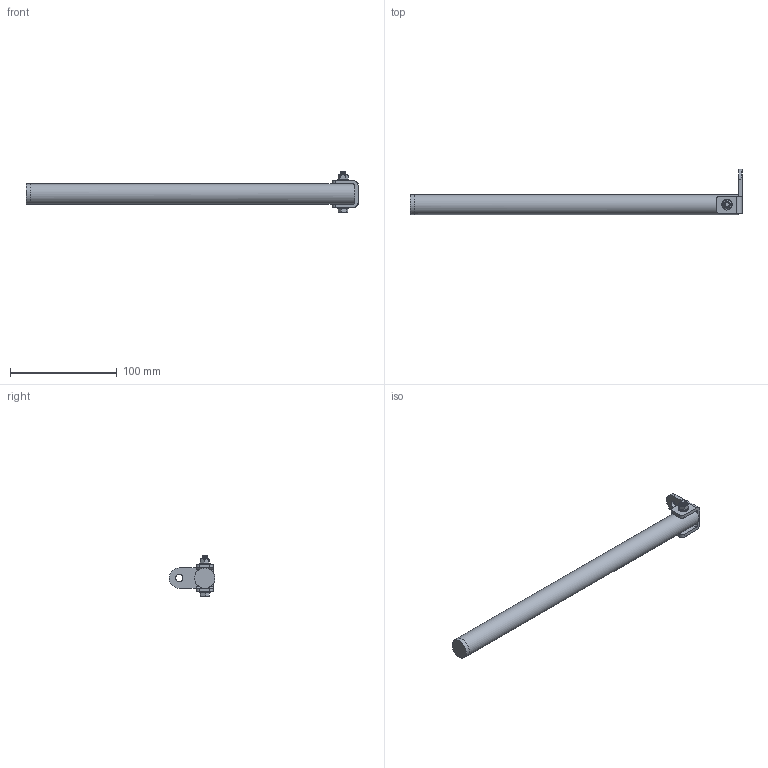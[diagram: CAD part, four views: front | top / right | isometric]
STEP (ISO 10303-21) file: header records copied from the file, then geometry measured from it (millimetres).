
FILE_DESCRIPTION(/* description */ (''),/* implementation_level */ '2;1');
FILE_NAME(/* name */ 'LA00038.stp',/* time_stamp */ '2018-03-05T15:44:37-05:00',/* author */ ('James'),/* organization */ (''),/* preprocessor_version */ 'ST-DEVELOPER v16.5',/* originating_system */ 'Autodesk Inventor 2017',/* authorisation */ '');
FILE_SCHEMA (('AUTOMOTIVE_DESIGN { 1 0 10303 214 3 1 1 }'));
Length unit declared in the file: inch
Products named in the file (1): LA00038
Bounding box: 311.66 x 42.93 x 38.5 mm (x, y, z)
Volume: 29713.9 mm3; surface area: 39195.1 mm2
Topology: 1 solids, 1 shells, 151 faces, 429 edges, 281 vertices
Faces by surface type: cylinder 53, plane 48, cone 45, torus 3, bspline 2
Full cylindrical faces by diameter (mm): 5.294 x1, 5.3 x2, 5.309 x2, 5.791 x2, 6.756 x1, 10 x2, 16.561 x1, 19.05 x2
Entity records: 12820 total; most frequent: CARTESIAN_POINT 9185, ORIENTED_EDGE 822, DIRECTION 666, EDGE_CURVE 407, AXIS2_PLACEMENT_3D 290, VERTEX_POINT 275, EDGE_LOOP 188, FACE_OUTER_BOUND 151
